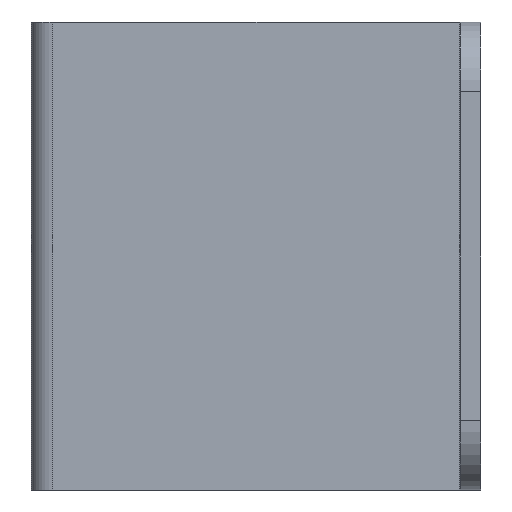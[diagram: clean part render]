
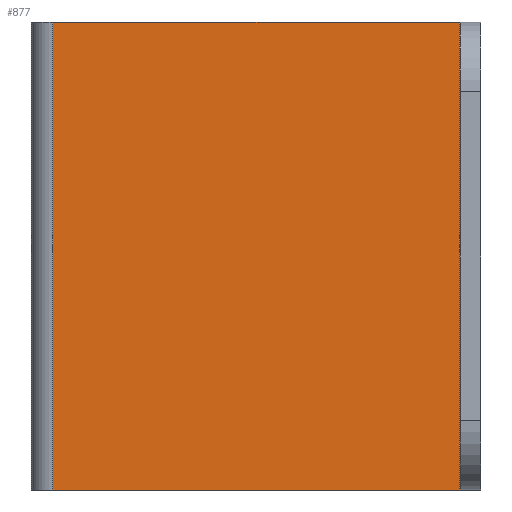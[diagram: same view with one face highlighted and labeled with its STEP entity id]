
A CAD part, left-side view. The second image highlights one B-rep face of the part: STEP entity #877.
In plain terms, the highlighted planar face has unit normal (-1, 0, 0).
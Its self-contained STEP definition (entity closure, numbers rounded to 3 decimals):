
#50=PLANE('',#979);
#97=FACE_OUTER_BOUND('',#158,.T.);
#158=EDGE_LOOP('',(#706,#707,#708,#709));
#240=LINE('',#1452,#315);
#241=LINE('',#1456,#316);
#242=LINE('',#1458,#317);
#243=LINE('',#1459,#318);
#315=VECTOR('',#1182,10.);
#316=VECTOR('',#1187,10.);
#317=VECTOR('',#1188,10.);
#318=VECTOR('',#1189,10.);
#445=VERTEX_POINT('',#1449);
#446=VERTEX_POINT('',#1451);
#447=VERTEX_POINT('',#1455);
#448=VERTEX_POINT('',#1457);
#539=EDGE_CURVE('',#445,#446,#240,.T.);
#541=EDGE_CURVE('',#447,#445,#241,.T.);
#542=EDGE_CURVE('',#448,#447,#242,.T.);
#543=EDGE_CURVE('',#446,#448,#243,.T.);
#706=ORIENTED_EDGE('',*,*,#539,.F.);
#707=ORIENTED_EDGE('',*,*,#541,.F.);
#708=ORIENTED_EDGE('',*,*,#542,.F.);
#709=ORIENTED_EDGE('',*,*,#543,.F.);
#877=ADVANCED_FACE('',(#97),#50,.T.);
#979=AXIS2_PLACEMENT_3D('',#1454,#1185,#1186);
#1182=DIRECTION('',(0.,0.,-1.));
#1185=DIRECTION('center_axis',(-1.,0.,0.));
#1186=DIRECTION('ref_axis',(0.,-1.,0.));
#1187=DIRECTION('',(0.,-1.,0.));
#1188=DIRECTION('',(0.,0.,1.));
#1189=DIRECTION('',(0.,1.,0.));
#1449=CARTESIAN_POINT('',(-33.5,-23.525,28.5));
#1451=CARTESIAN_POINT('',(-33.5,-23.525,-28.5));
#1452=CARTESIAN_POINT('',(-33.5,-23.525,0.));
#1454=CARTESIAN_POINT('Origin',(-33.5,26.125,0.));
#1455=CARTESIAN_POINT('',(-33.5,26.025,28.5));
#1456=CARTESIAN_POINT('',(-33.5,26.125,28.5));
#1457=CARTESIAN_POINT('',(-33.5,26.025,-28.5));
#1458=CARTESIAN_POINT('',(-33.5,26.025,0.));
#1459=CARTESIAN_POINT('',(-33.5,26.125,-28.5));
